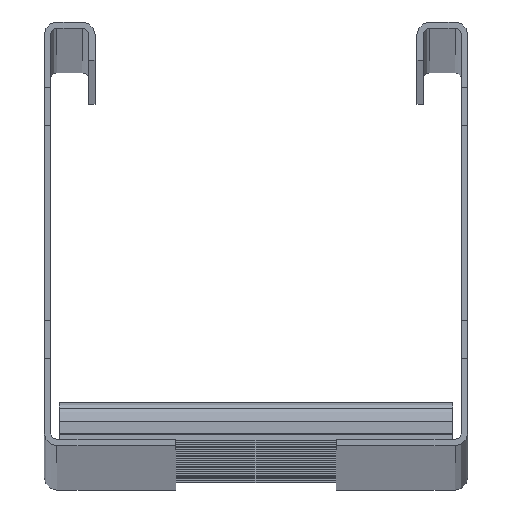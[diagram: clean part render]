
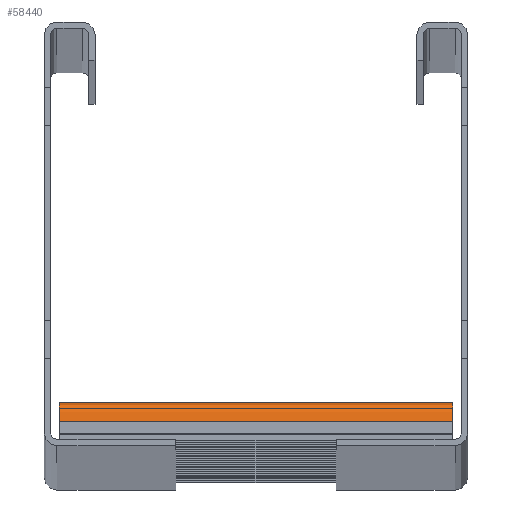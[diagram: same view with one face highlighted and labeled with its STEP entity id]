
A CAD part, top view. The second image highlights one B-rep face of the part: STEP entity #58440.
In plain terms, the highlighted cylindrical face has radius 4.5 mm (diameter 9 mm), a partial arc.
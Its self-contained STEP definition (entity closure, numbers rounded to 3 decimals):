
#14317=DIRECTION('',(1.,0.,0.));
#14318=VECTOR('',#14317,93.);
#14319=CARTESIAN_POINT('',(-46.5,-44.,2867.5));
#14320=LINE('',#14319,#14318);
#14372=CARTESIAN_POINT('',(-46.5,-44.,2863.));
#14373=DIRECTION('',(1.,0.,0.));
#14374=DIRECTION('',(0.,0.,-1.));
#14375=AXIS2_PLACEMENT_3D('',#14372,#14373,#14374);
#14393=CARTESIAN_POINT('',(46.5,-44.,2863.));
#14394=DIRECTION('',(1.,0.,0.));
#14395=DIRECTION('',(0.,0.,-1.));
#14396=AXIS2_PLACEMENT_3D('',#14393,#14394,#14395);
#14449=DIRECTION('',(1.,0.,0.));
#14450=VECTOR('',#14449,93.);
#14451=CARTESIAN_POINT('',(-46.5,-44.,2858.5));
#14452=LINE('',#14451,#14450);
#37505=CARTESIAN_POINT('',(-46.5,-44.,2858.5));
#37506=VERTEX_POINT('',#37505);
#37507=CARTESIAN_POINT('',(-46.5,-44.,2867.5));
#37508=VERTEX_POINT('',#37507);
#37525=CARTESIAN_POINT('',(46.5,-44.,2858.5));
#37526=VERTEX_POINT('',#37525);
#37527=CARTESIAN_POINT('',(46.5,-44.,2867.5));
#37528=VERTEX_POINT('',#37527);
#58428=CARTESIAN_POINT('',(-46.5,-44.,2863.));
#58429=DIRECTION('',(1.,0.,0.));
#58430=DIRECTION('',(0.,0.,-1.));
#58431=AXIS2_PLACEMENT_3D('',#58428,#58429,#58430);
#58432=CYLINDRICAL_SURFACE('',#58431,4.5);
#58433=ORIENTED_EDGE('',*,*,#58358,.F.);
#58435=ORIENTED_EDGE('',*,*,#58434,.T.);
#58436=ORIENTED_EDGE('',*,*,#58400,.T.);
#58437=ORIENTED_EDGE('',*,*,#58318,.F.);
#58438=EDGE_LOOP('',(#58433,#58435,#58436,#58437));
#58439=FACE_OUTER_BOUND('',#58438,.F.);
#58440=ADVANCED_FACE('',(#58439),#58432,.T.);
#14376=CIRCLE('',#14375,4.5);
#14397=CIRCLE('',#14396,4.5);
#58318=EDGE_CURVE('',#37508,#37528,#14320,.T.);
#58358=EDGE_CURVE('',#37506,#37508,#14376,.T.);
#58400=EDGE_CURVE('',#37526,#37528,#14397,.T.);
#58434=EDGE_CURVE('',#37506,#37526,#14452,.T.);
